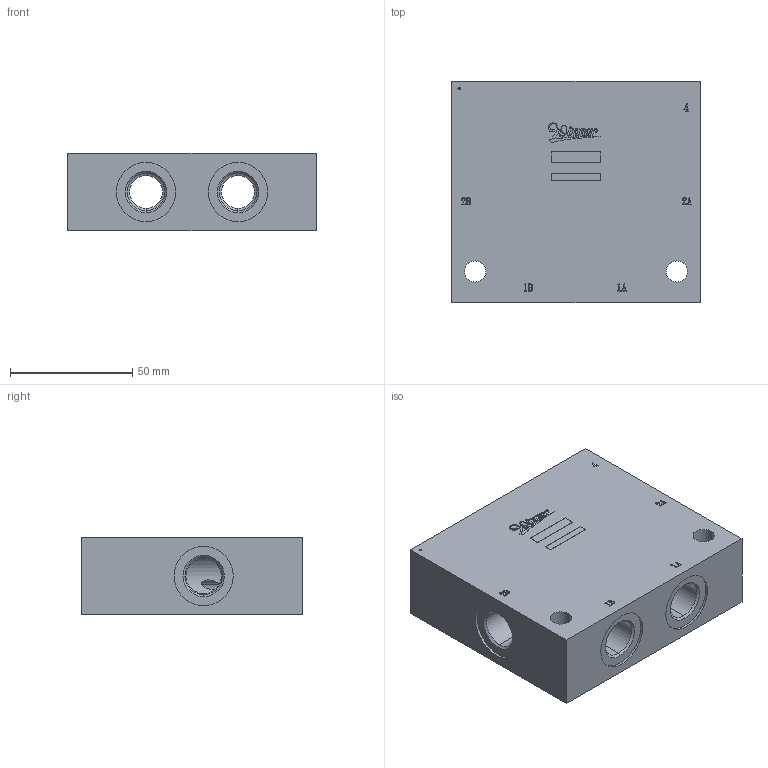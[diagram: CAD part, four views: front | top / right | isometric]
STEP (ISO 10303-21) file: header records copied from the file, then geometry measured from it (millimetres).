
FILE_DESCRIPTION (( 'STEP AP203' ), '1' );
FILE_NAME ('ML-60-CDW-21A4-21A4-G03A-Z02.STEP', '2026-02-26T00:10:51', ( '' ), ( '' ), 'SwSTEP 2.0', 'SolidWorks 2018', '' );
FILE_SCHEMA (( 'CONFIG_CONTROL_DESIGN' ));
Length unit declared in the file: millimetre
Products named in the file (1): ML-60-CDW-21A4-21A4-G03A-Z02
Bounding box: 101.6 x 90.5 x 31.8 mm (x, y, z)
Volume: 223535.6 mm3; surface area: 45173.3 mm2
Topology: 1 solids, 1 shells, 550 faces, 1490 edges, 969 vertices
Faces by surface type: cylinder 212, plane 186, bspline 106, cone 46
Entity records: 21143 total; most frequent: CARTESIAN_POINT 7578, ORIENTED_EDGE 2976, DIRECTION 2568, EDGE_CURVE 1488, VERTEX_POINT 969, AXIS2_PLACEMENT_3D 871, LINE 826, VECTOR 826
